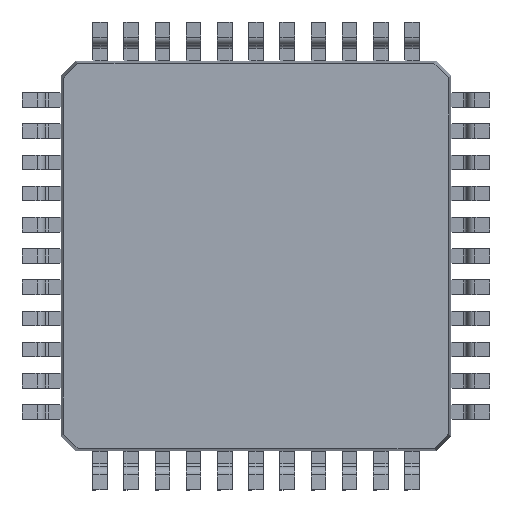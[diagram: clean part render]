
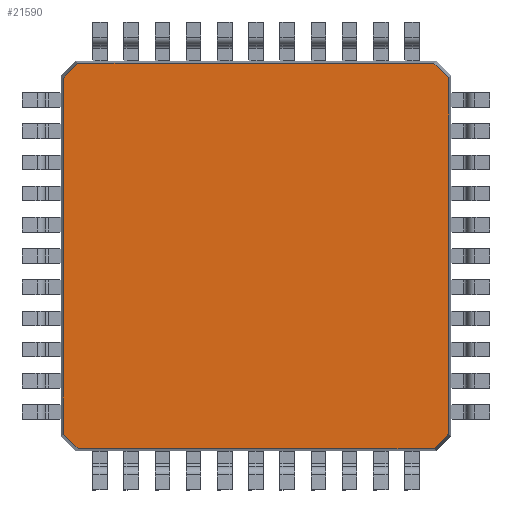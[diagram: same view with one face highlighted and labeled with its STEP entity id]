
A CAD part, front view. The second image highlights one B-rep face of the part: STEP entity #21590.
In plain terms, the highlighted planar face has unit normal (0, -1, 0).
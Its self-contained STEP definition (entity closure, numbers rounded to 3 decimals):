
#1528 = DIRECTION ( 'NONE',  ( -0.702, 0., -0.712 ) ) ;
#1701 = CARTESIAN_POINT ( 'NONE',  ( -4.561, -0.525, -4.944 ) ) ;
#2352 = ORIENTED_EDGE ( 'NONE', *, *, #18464, .T. ) ;
#2656 = EDGE_CURVE ( 'NONE', #11404, #22675, #4348, .T. ) ;
#2826 = LINE ( 'NONE', #23975, #20108 ) ;
#2879 = ORIENTED_EDGE ( 'NONE', *, *, #10604, .T. ) ;
#3091 = ORIENTED_EDGE ( 'NONE', *, *, #11461, .T. ) ;
#3218 = VECTOR ( 'NONE', #21839, 1000. ) ;
#3301 = VECTOR ( 'NONE', #13453, 1000. ) ;
#3608 = CARTESIAN_POINT ( 'NONE',  ( 4.567, -0.525, -4.944 ) ) ;
#4200 = ORIENTED_EDGE ( 'NONE', *, *, #6132, .T. ) ;
#4347 = CARTESIAN_POINT ( 'NONE',  ( 4.944, -0.525, 0. ) ) ;
#4348 = LINE ( 'NONE', #26267, #14553 ) ;
#5113 = VERTEX_POINT ( 'NONE', #17871 ) ;
#5464 = VECTOR ( 'NONE', #16686, 1000. ) ;
#5490 = CARTESIAN_POINT ( 'NONE',  ( -4.944, -0.525, -4.567 ) ) ;
#5792 = LINE ( 'NONE', #4347, #18186 ) ;
#6132 = EDGE_CURVE ( 'NONE', #14458, #24458, #20652, .T. ) ;
#7652 = VECTOR ( 'NONE', #17247, 1000. ) ;
#8144 = ORIENTED_EDGE ( 'NONE', *, *, #2656, .T. ) ;
#8534 = VERTEX_POINT ( 'NONE', #27151 ) ;
#9190 = DIRECTION ( 'NONE',  ( 0., 0., 1. ) ) ;
#9855 = VECTOR ( 'NONE', #12734, 1000. ) ;
#10604 = EDGE_CURVE ( 'NONE', #24458, #11404, #5792, .T. ) ;
#11242 = DIRECTION ( 'NONE',  ( 0., 1., 0. ) ) ;
#11337 = DIRECTION ( 'NONE',  ( 0., 0., -1. ) ) ;
#11404 = VERTEX_POINT ( 'NONE', #19985 ) ;
#11461 = EDGE_CURVE ( 'NONE', #19699, #8534, #19451, .T. ) ;
#11571 = FACE_OUTER_BOUND ( 'NONE', #26626, .T. ) ;
#12532 = ORIENTED_EDGE ( 'NONE', *, *, #19031, .T. ) ;
#12734 = DIRECTION ( 'NONE',  ( 1., 0., 0. ) ) ;
#13453 = DIRECTION ( 'NONE',  ( -1., 0., 0. ) ) ;
#14458 = VERTEX_POINT ( 'NONE', #3608 ) ;
#14553 = VECTOR ( 'NONE', #17063, 1000. ) ;
#16020 = CARTESIAN_POINT ( 'NONE',  ( 4.944, -0.525, -4.561 ) ) ;
#16686 = DIRECTION ( 'NONE',  ( 0.702, 0., 0.712 ) ) ;
#17063 = DIRECTION ( 'NONE',  ( -0.712, 0., 0.702 ) ) ;
#17247 = DIRECTION ( 'NONE',  ( 0., 0., -1. ) ) ;
#17765 = EDGE_CURVE ( 'NONE', #22675, #5113, #26226, .T. ) ;
#17871 = CARTESIAN_POINT ( 'NONE',  ( -4.567, -0.525, 4.944 ) ) ;
#17994 = LINE ( 'NONE', #24117, #9855 ) ;
#18186 = VECTOR ( 'NONE', #9190, 1000. ) ;
#18397 = CARTESIAN_POINT ( 'NONE',  ( 0., -0.525, 4.944 ) ) ;
#18464 = EDGE_CURVE ( 'NONE', #5113, #28123, #2826, .T. ) ;
#18568 = AXIS2_PLACEMENT_3D ( 'NONE', #25009, #11242, #11337 ) ;
#19031 = EDGE_CURVE ( 'NONE', #28123, #19699, #25668, .T. ) ;
#19451 = LINE ( 'NONE', #1701, #3218 ) ;
#19699 = VERTEX_POINT ( 'NONE', #5490 ) ;
#19985 = CARTESIAN_POINT ( 'NONE',  ( 4.944, -0.525, 4.567 ) ) ;
#20108 = VECTOR ( 'NONE', #1528, 1000. ) ;
#20652 = LINE ( 'NONE', #23696, #5464 ) ;
#21590 = ADVANCED_FACE ( 'NONE', ( #11571 ), #22527, .F. ) ;
#21839 = DIRECTION ( 'NONE',  ( 0.712, 0., -0.702 ) ) ;
#22527 = PLANE ( 'NONE',  #18568 ) ;
#22675 = VERTEX_POINT ( 'NONE', #24704 ) ;
#23033 = ORIENTED_EDGE ( 'NONE', *, *, #17765, .T. ) ;
#23696 = CARTESIAN_POINT ( 'NONE',  ( 4.944, -0.525, -4.561 ) ) ;
#23975 = CARTESIAN_POINT ( 'NONE',  ( -4.944, -0.525, 4.561 ) ) ;
#24117 = CARTESIAN_POINT ( 'NONE',  ( 0., -0.525, -4.944 ) ) ;
#24458 = VERTEX_POINT ( 'NONE', #16020 ) ;
#24704 = CARTESIAN_POINT ( 'NONE',  ( 4.561, -0.525, 4.944 ) ) ;
#25009 = CARTESIAN_POINT ( 'NONE',  ( 0., -0.525, 0. ) ) ;
#25668 = LINE ( 'NONE', #26439, #7652 ) ;
#26226 = LINE ( 'NONE', #18397, #3301 ) ;
#26267 = CARTESIAN_POINT ( 'NONE',  ( 4.561, -0.525, 4.944 ) ) ;
#26439 = CARTESIAN_POINT ( 'NONE',  ( -4.944, -0.525, 0. ) ) ;
#26626 = EDGE_LOOP ( 'NONE', ( #12532, #3091, #28417, #4200, #2879, #8144, #23033, #2352 ) ) ;
#27151 = CARTESIAN_POINT ( 'NONE',  ( -4.561, -0.525, -4.944 ) ) ;
#28123 = VERTEX_POINT ( 'NONE', #29167 ) ;
#28417 = ORIENTED_EDGE ( 'NONE', *, *, #29073, .T. ) ;
#29073 = EDGE_CURVE ( 'NONE', #8534, #14458, #17994, .T. ) ;
#29167 = CARTESIAN_POINT ( 'NONE',  ( -4.944, -0.525, 4.561 ) ) ;
